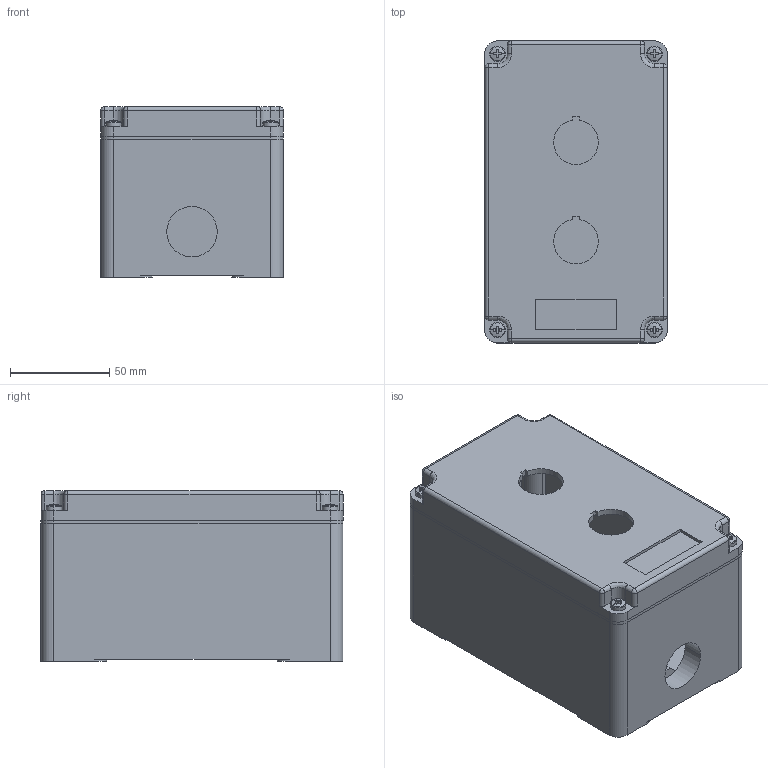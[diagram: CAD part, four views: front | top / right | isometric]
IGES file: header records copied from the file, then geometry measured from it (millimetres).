
Start section: Elysium IGES Interface
Global section: file name: A2B_0915.02.igs; native system: Creo Elements/Direct Modeling 17.0C  05-Feb-2011; preprocessor: Creo Element/Direct IGES_3D V2.2; author: Unknown; organization: Unknown; date: 20110907.102534; units: millimetre
Bounding box: 92 x 152 x 86 mm (x, y, z)
Volume: 281450.9 mm3; surface area: 155297.3 mm2
Topology: 9 solids, 9 shells, 1051 faces, 2798 edges, 1844 vertices
Faces by surface type: bspline 1051
